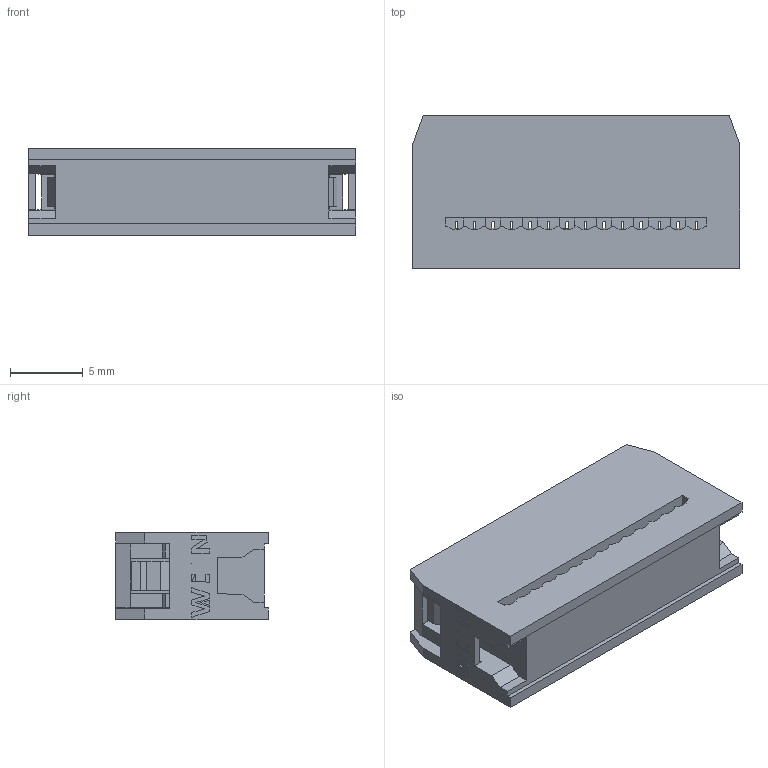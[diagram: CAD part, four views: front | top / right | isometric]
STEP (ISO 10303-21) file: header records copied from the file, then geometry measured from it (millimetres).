
FILE_DESCRIPTION( ('This file contains a STEP AP42 implementation' ,'as created by ZW3D STEP Interface translator.') ,'2;1' );
FILE_NAME( '5211-XXDBXXBN01W.stp' ,'24 1 2.133356', (''), ('ZWCAD Software Co.'), 'Version 1.0', 'ZW3D to STEP translator', '' );
FILE_SCHEMA(('AUTOMOTIVE_DESIGN { 1 0 10303 214 1 1 1 1 }'));
Length unit declared in the file: millimetre
Products named in the file (2): 0; 5211-14DBS3BN01W
Bounding box: 22.51 x 10.5 x 6.02 mm (x, y, z)
Volume: 1070.4 mm3
Topology: 1 solids, 3 shells, 1349 faces, 4133 edges, 2766 vertices
Faces by surface type: plane 795, cylinder 492, bspline 62
Entity records: 49947 total; most frequent: CARTESIAN_POINT 10439, ORIENTED_EDGE 8312, DIRECTION 7900, EDGE_CURVE 4135, VERTEX_POINT 2766, VECTOR 2758, LINE 2758, AXIS2_PLACEMENT_3D 2571
